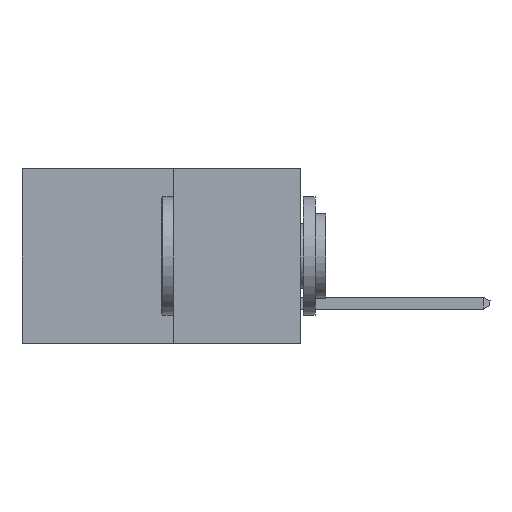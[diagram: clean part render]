
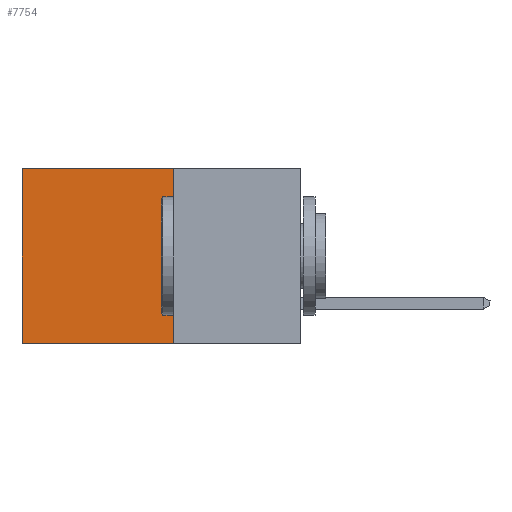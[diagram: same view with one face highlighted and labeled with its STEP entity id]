
A CAD part, left-side view. The second image highlights one B-rep face of the part: STEP entity #7754.
In plain terms, the highlighted planar face has unit normal (-1, 0, 0).
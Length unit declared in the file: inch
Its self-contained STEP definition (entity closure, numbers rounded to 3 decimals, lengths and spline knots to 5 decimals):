
#295 = CARTESIAN_POINT ( 'NONE',  ( 0.277, 0.59, -0.37 ) ) ;
#488 = LINE ( 'NONE', #689, #2688 ) ;
#689 = CARTESIAN_POINT ( 'NONE',  ( 0.277, 0.27, -0.37 ) ) ;
#893 = VERTEX_POINT ( 'NONE', #295 ) ;
#927 = ORIENTED_EDGE ( 'NONE', *, *, #970, .T. ) ;
#970 = EDGE_CURVE ( 'NONE', #4138, #4132, #7135, .T. ) ;
#1083 = LINE ( 'NONE', #7626, #5077 ) ;
#1490 = CARTESIAN_POINT ( 'NONE',  ( 0.277, 0.27, -0.37 ) ) ;
#1562 = PLANE ( 'NONE',  #6757 ) ;
#2318 = DIRECTION ( 'NONE',  ( 0., 1., 0. ) ) ;
#2392 = DIRECTION ( 'NONE',  ( 0., 0., -1. ) ) ;
#2469 = CARTESIAN_POINT ( 'NONE',  ( 0.277, 0.27, -0.37 ) ) ;
#2688 = VECTOR ( 'NONE', #5453, 39.37008 ) ;
#2820 = VECTOR ( 'NONE', #2318, 39.37008 ) ;
#2965 = CARTESIAN_POINT ( 'NONE',  ( 0.277, 0.59, 0. ) ) ;
#3347 = ORIENTED_EDGE ( 'NONE', *, *, #7698, .F. ) ;
#3962 = CARTESIAN_POINT ( 'NONE',  ( 0.277, 0.27, -0.37 ) ) ;
#4132 = VERTEX_POINT ( 'NONE', #2965 ) ;
#4138 = VERTEX_POINT ( 'NONE', #4186 ) ;
#4186 = CARTESIAN_POINT ( 'NONE',  ( 0.277, 0.27, 0. ) ) ;
#4479 = VERTEX_POINT ( 'NONE', #2469 ) ;
#5053 = ORIENTED_EDGE ( 'NONE', *, *, #9044, .F. ) ;
#5077 = VECTOR ( 'NONE', #7558, 39.37008 ) ;
#5139 = LINE ( 'NONE', #1490, #2820 ) ;
#5310 = EDGE_CURVE ( 'NONE', #4132, #893, #1083, .T. ) ;
#5453 = DIRECTION ( 'NONE',  ( 0., 0., -1. ) ) ;
#6428 = FACE_OUTER_BOUND ( 'NONE', #9467, .T. ) ;
#6757 = AXIS2_PLACEMENT_3D ( 'NONE', #3962, #6994, #2392 ) ;
#6900 = VECTOR ( 'NONE', #8798, 39.37008 ) ;
#6994 = DIRECTION ( 'NONE',  ( 1., 0., 0. ) ) ;
#7135 = LINE ( 'NONE', #10127, #6900 ) ;
#7558 = DIRECTION ( 'NONE',  ( 0., 0., -1. ) ) ;
#7626 = CARTESIAN_POINT ( 'NONE',  ( 0.277, 0.59, -0.37 ) ) ;
#7698 = EDGE_CURVE ( 'NONE', #4479, #893, #5139, .T. ) ;
#7754 = ADVANCED_FACE ( 'NONE', ( #6428 ), #1562, .F. ) ;
#8798 = DIRECTION ( 'NONE',  ( 0., 1., 0. ) ) ;
#9044 = EDGE_CURVE ( 'NONE', #4138, #4479, #488, .T. ) ;
#9467 = EDGE_LOOP ( 'NONE', ( #9689, #3347, #5053, #927 ) ) ;
#9689 = ORIENTED_EDGE ( 'NONE', *, *, #5310, .T. ) ;
#10127 = CARTESIAN_POINT ( 'NONE',  ( 0.277, 0.27, 0. ) ) ;
